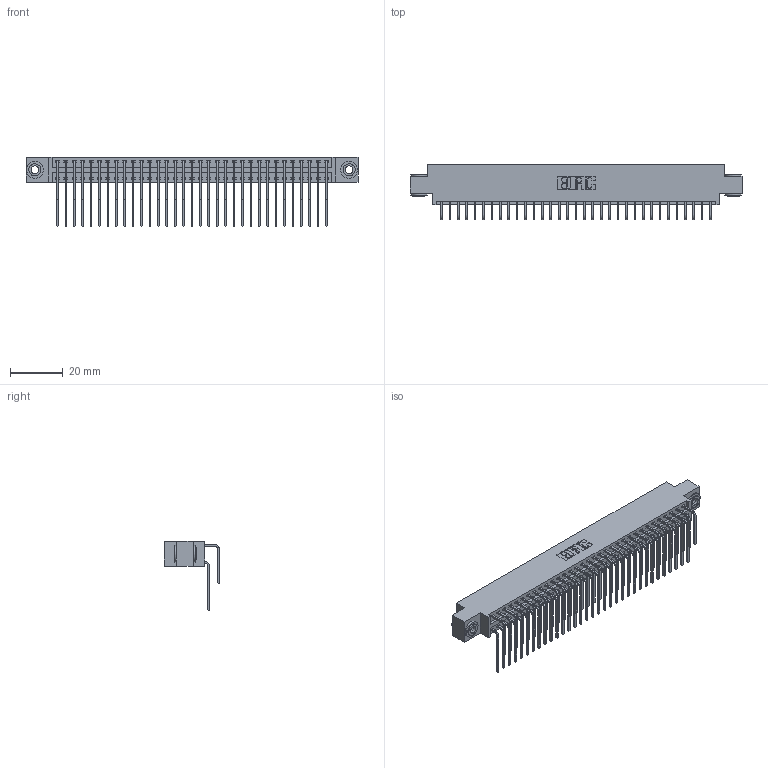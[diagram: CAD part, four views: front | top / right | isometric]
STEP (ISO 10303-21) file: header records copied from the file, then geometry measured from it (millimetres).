
FILE_DESCRIPTION (( 'STEP AP203' ), '1' );
FILE_NAME ('396-066-559-803.STEP', '2019-11-03T10:42:55', ( '' ), ( '' ), 'SwSTEP 2.0', 'SolidWorks 2016', '' );
FILE_SCHEMA (( 'CONFIG_CONTROL_DESIGN' ));
Length unit declared in the file: inch
Products named in the file (5): 345-292-001_558 559 Tail - 1; 345-292-001_559 Tail - 2; 396-066-559-803; 346 Part_0.170 Offset - 0.156 Dia-TH; 345-250-002_345-250-002-102
Assembly tree (69 placements, depth 2):
  396-066-559-803
    346 Part_0.170 Offset - 0.156 Dia-TH
    345-292-001_558 559 Tail - 1  x33
    345-292-001_559 Tail - 2  x33
    345-250-002_345-250-002-102  x2
Bounding box: 125.35 x 20.89 x 26.16 mm (x, y, z)
Volume: 12398.7 mm3; surface area: 19121.7 mm2
Topology: 69 solids, 69 shells, 3728 faces, 11043 edges, 7270 vertices
Faces by surface type: plane 2532, cylinder 1188, cone 8
Entity records: 25314 total; most frequent: CARTESIAN_POINT 4214, ORIENTED_EDGE 4090, DIRECTION 3767, EDGE_CURVE 2045, VECTOR 1717, LINE 1717, VERTEX_POINT 1358, AXIS2_PLACEMENT_3D 1025
